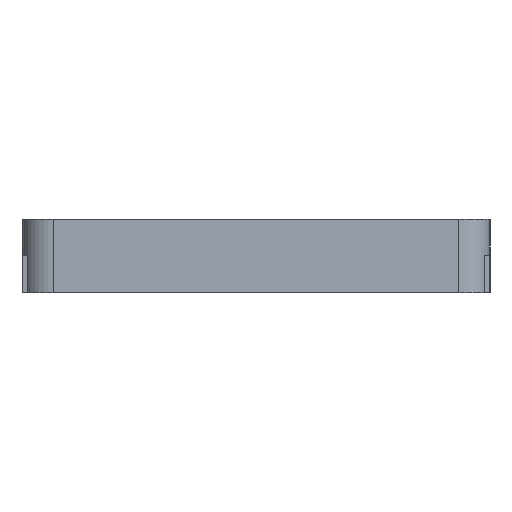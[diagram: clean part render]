
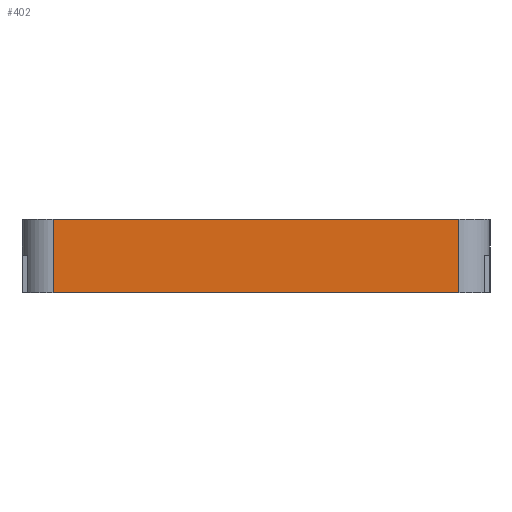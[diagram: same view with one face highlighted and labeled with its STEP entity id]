
A CAD part, front view. The second image highlights one B-rep face of the part: STEP entity #402.
In plain terms, the highlighted planar face has unit normal (0, -1, 0).
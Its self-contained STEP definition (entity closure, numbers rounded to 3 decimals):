
#13 = DIRECTION ( 'NONE',  ( 0., 0., 1. ) ) ;
#64 = CARTESIAN_POINT ( 'NONE',  ( -32.5, -20., 0. ) ) ;
#141 = ORIENTED_EDGE ( 'NONE', *, *, #365, .T. ) ;
#148 = AXIS2_PLACEMENT_3D ( 'NONE', #1317, #1094, #13 ) ;
#172 = CARTESIAN_POINT ( 'NONE',  ( -37.5, -20., 0. ) ) ;
#365 = EDGE_CURVE ( 'NONE', #1793, #976, #901, .T. ) ;
#393 = VERTEX_POINT ( 'NONE', #1992 ) ;
#402 = ADVANCED_FACE ( 'NONE', ( #709 ), #699, .F. ) ;
#669 = LINE ( 'NONE', #1749, #1692 ) ;
#699 = PLANE ( 'NONE',  #148 ) ;
#709 = FACE_OUTER_BOUND ( 'NONE', #739, .T. ) ;
#739 = EDGE_LOOP ( 'NONE', ( #2186, #1575, #141, #1672 ) ) ;
#760 = DIRECTION ( 'NONE',  ( 1., 0., 0. ) ) ;
#765 = VECTOR ( 'NONE', #760, 1000. ) ;
#808 = VECTOR ( 'NONE', #1347, 1000. ) ;
#810 = CARTESIAN_POINT ( 'NONE',  ( -32.5, -20., 11.75 ) ) ;
#811 = EDGE_CURVE ( 'NONE', #1889, #393, #1509, .T. ) ;
#834 = LINE ( 'NONE', #1691, #808 ) ;
#901 = LINE ( 'NONE', #172, #1516 ) ;
#926 = DIRECTION ( 'NONE',  ( 0., 0., -1. ) ) ;
#976 = VERTEX_POINT ( 'NONE', #1608 ) ;
#1094 = DIRECTION ( 'NONE',  ( 0., 1., 0. ) ) ;
#1197 = EDGE_CURVE ( 'NONE', #1889, #1793, #669, .T. ) ;
#1236 = DIRECTION ( 'NONE',  ( 1., 0., 0. ) ) ;
#1317 = CARTESIAN_POINT ( 'NONE',  ( -37.5, -20., 11.75 ) ) ;
#1330 = EDGE_CURVE ( 'NONE', #976, #393, #834, .T. ) ;
#1347 = DIRECTION ( 'NONE',  ( 0., 0., 1. ) ) ;
#1509 = LINE ( 'NONE', #1814, #765 ) ;
#1516 = VECTOR ( 'NONE', #1236, 1000. ) ;
#1575 = ORIENTED_EDGE ( 'NONE', *, *, #1197, .T. ) ;
#1608 = CARTESIAN_POINT ( 'NONE',  ( 32.5, -20., 0. ) ) ;
#1672 = ORIENTED_EDGE ( 'NONE', *, *, #1330, .T. ) ;
#1691 = CARTESIAN_POINT ( 'NONE',  ( 32.5, -20., 11.75 ) ) ;
#1692 = VECTOR ( 'NONE', #926, 1000. ) ;
#1749 = CARTESIAN_POINT ( 'NONE',  ( -32.5, -20., 11.75 ) ) ;
#1793 = VERTEX_POINT ( 'NONE', #64 ) ;
#1814 = CARTESIAN_POINT ( 'NONE',  ( -37.5, -20., 11.75 ) ) ;
#1889 = VERTEX_POINT ( 'NONE', #810 ) ;
#1992 = CARTESIAN_POINT ( 'NONE',  ( 32.5, -20., 11.75 ) ) ;
#2186 = ORIENTED_EDGE ( 'NONE', *, *, #811, .F. ) ;
